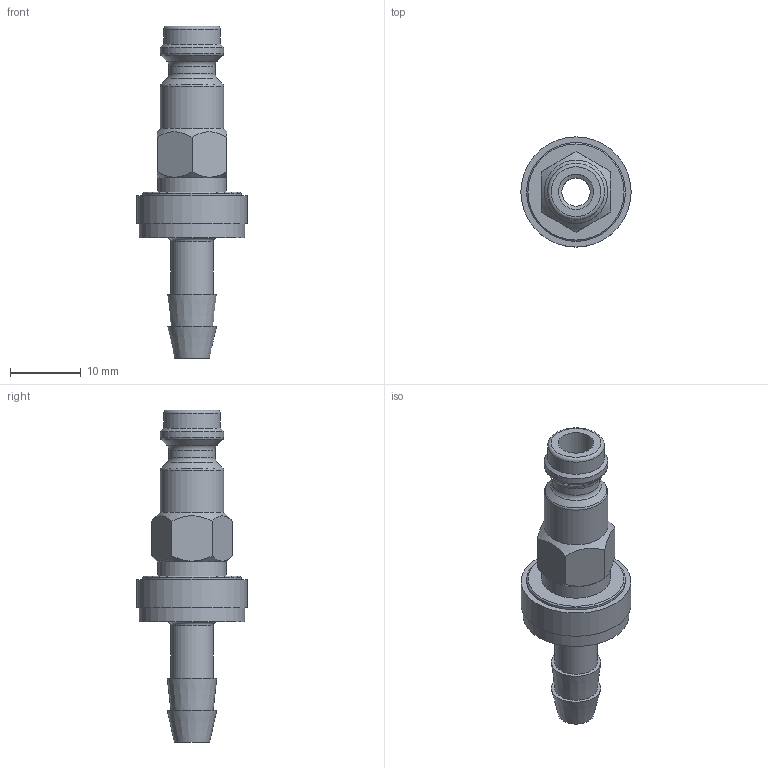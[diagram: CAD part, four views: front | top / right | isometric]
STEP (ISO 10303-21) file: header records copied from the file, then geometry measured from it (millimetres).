
FILE_DESCRIPTION(/* description */ (''),/* implementation_level */ '2;1');
FILE_NAME(/* name */ 'kss_6_nw5-blc.stp',/* time_stamp */ '2017-11-20T08:14:59+01:00',/* author */ ('Hamoud'),/* organization */ (''),/* preprocessor_version */ 'ST-DEVELOPER v15.6',/* originating_system */ 'Autodesk Inventor LT ',/* authorisation */ '');
FILE_SCHEMA (('AUTOMOTIVE_DESIGN { 1 0 10303 214 3 1 1 }'));
Length unit declared in the file: millimetre
Products named in the file (1): kss_6_nw5-blc
Bounding box: 15.6 x 15.6 x 47 mm (x, y, z)
Volume: 2418.2 mm3; surface area: 2451.1 mm2
Topology: 1 solids, 2 shells, 42 faces, 83 edges, 49 vertices
Faces by surface type: plane 14, cylinder 12, cone 9, torus 7
Full cylindrical faces by diameter (mm): 4 x1, 5 x1, 6 x1, 6.6 x1, 8.05 x1, 8.96 x2, 9.7 x1, 13.99 x1, 14 x1, 15 x1, 15.6 x1
Entity records: 991 total; most frequent: CARTESIAN_POINT 167, DIRECTION 162, ORIENTED_EDGE 106, EDGE_LOOP 78, AXIS2_PLACEMENT_3D 78, EDGE_CURVE 53, VERTEX_POINT 47, FACE_OUTER_BOUND 42
